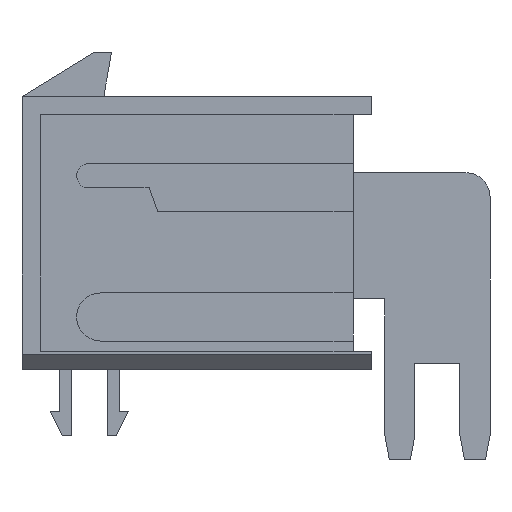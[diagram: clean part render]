
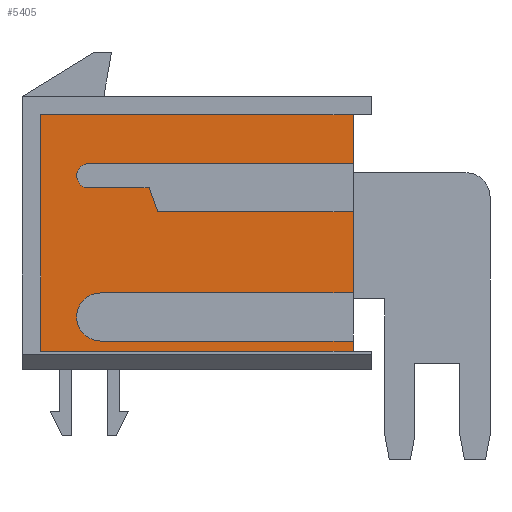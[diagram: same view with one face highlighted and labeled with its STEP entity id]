
A CAD part, left-side view. The second image highlights one B-rep face of the part: STEP entity #5405.
In plain terms, the highlighted planar face has unit normal (-1, 0, 0).
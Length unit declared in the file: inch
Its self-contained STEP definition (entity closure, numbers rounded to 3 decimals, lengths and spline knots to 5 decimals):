
#197=DIRECTION('',(0.,1.,0.));
#198=VECTOR('',#197,0.52);
#199=CARTESIAN_POINT('',(0.03,0.03,0.197));
#200=LINE('',#199,#198);
#353=DIRECTION('',(0.,0.,1.));
#354=VECTOR('',#353,0.135);
#355=CARTESIAN_POINT('',(0.03,0.03,-0.1));
#356=LINE('',#355,#354);
#369=DIRECTION('',(0.,0.,1.));
#370=VECTOR('',#369,0.082);
#371=CARTESIAN_POINT('',(0.03,0.03,0.115));
#372=LINE('',#371,#370);
#641=DIRECTION('',(0.,0.,1.));
#642=VECTOR('',#641,0.017);
#643=CARTESIAN_POINT('',(0.03,0.03,-0.197));
#644=LINE('',#643,#642);
#751=CARTESIAN_POINT('',(0.03,0.47,0.095));
#752=DIRECTION('',(-1.,0.,0.));
#753=DIRECTION('',(0.,0.,1.));
#754=AXIS2_PLACEMENT_3D('',#751,#752,#753);
#756=DIRECTION('',(0.,-1.,0.));
#757=VECTOR('',#756,0.10044);
#758=CARTESIAN_POINT('',(0.03,0.47,0.075));
#759=LINE('',#758,#757);
#760=DIRECTION('',(0.,-0.342,-0.94));
#761=VECTOR('',#760,0.04257);
#762=CARTESIAN_POINT('',(0.03,0.36956,0.075));
#763=LINE('',#762,#761);
#764=DIRECTION('',(0.,1.,0.));
#765=VECTOR('',#764,0.325);
#766=CARTESIAN_POINT('',(0.03,0.03,0.035));
#767=LINE('',#766,#765);
#768=DIRECTION('',(0.,1.,0.));
#769=VECTOR('',#768,0.42);
#770=CARTESIAN_POINT('',(0.03,0.03,-0.1));
#771=LINE('',#770,#769);
#772=CARTESIAN_POINT('',(0.03,0.45,-0.14));
#773=DIRECTION('',(-1.,0.,0.));
#774=DIRECTION('',(0.,0.,1.));
#775=AXIS2_PLACEMENT_3D('',#772,#773,#774);
#777=DIRECTION('',(0.,1.,0.));
#778=VECTOR('',#777,0.42);
#779=CARTESIAN_POINT('',(0.03,0.03,-0.18));
#780=LINE('',#779,#778);
#781=DIRECTION('',(0.,1.,0.));
#782=VECTOR('',#781,0.52);
#783=CARTESIAN_POINT('',(0.03,0.03,-0.197));
#784=LINE('',#783,#782);
#785=DIRECTION('',(0.,1.,0.));
#786=VECTOR('',#785,0.44);
#787=CARTESIAN_POINT('',(0.03,0.03,0.115));
#788=LINE('',#787,#786);
#1001=DIRECTION('',(0.,0.,1.));
#1002=VECTOR('',#1001,0.394);
#1003=CARTESIAN_POINT('',(0.03,0.55,-0.197));
#1004=LINE('',#1003,#1002);
#3473=CARTESIAN_POINT('',(0.03,0.55,-0.197));
#3474=CARTESIAN_POINT('',(0.03,0.55,0.197));
#3475=VERTEX_POINT('',#3473);
#3476=VERTEX_POINT('',#3474);
#3497=CARTESIAN_POINT('',(0.03,0.03,-0.197));
#3498=VERTEX_POINT('',#3497);
#3499=CARTESIAN_POINT('',(0.03,0.03,0.197));
#3500=VERTEX_POINT('',#3499);
#4145=CARTESIAN_POINT('',(0.03,0.03,0.035));
#4146=VERTEX_POINT('',#4145);
#4147=CARTESIAN_POINT('',(0.03,0.03,0.115));
#4148=VERTEX_POINT('',#4147);
#4149=CARTESIAN_POINT('',(0.03,0.03,-0.18));
#4150=VERTEX_POINT('',#4149);
#4151=CARTESIAN_POINT('',(0.03,0.03,-0.1));
#4152=VERTEX_POINT('',#4151);
#4153=CARTESIAN_POINT('',(0.03,0.47,0.115));
#4154=CARTESIAN_POINT('',(0.03,0.47,0.075));
#4155=VERTEX_POINT('',#4153);
#4156=VERTEX_POINT('',#4154);
#4157=CARTESIAN_POINT('',(0.03,0.36956,0.075));
#4158=VERTEX_POINT('',#4157);
#4159=CARTESIAN_POINT('',(0.03,0.355,0.035));
#4160=VERTEX_POINT('',#4159);
#4161=CARTESIAN_POINT('',(0.03,0.45,-0.1));
#4162=CARTESIAN_POINT('',(0.03,0.45,-0.18));
#4163=VERTEX_POINT('',#4161);
#4164=VERTEX_POINT('',#4162);
#5375=CARTESIAN_POINT('',(0.03,0.,-0.197));
#5376=DIRECTION('',(1.,0.,0.));
#5377=DIRECTION('',(0.,0.,1.));
#5378=AXIS2_PLACEMENT_3D('',#5375,#5376,#5377);
#5379=PLANE('',#5378);
#5381=ORIENTED_EDGE('',*,*,#5380,.T.);
#5383=ORIENTED_EDGE('',*,*,#5382,.T.);
#5385=ORIENTED_EDGE('',*,*,#5384,.T.);
#5387=ORIENTED_EDGE('',*,*,#5386,.F.);
#5388=ORIENTED_EDGE('',*,*,#5146,.F.);
#5390=ORIENTED_EDGE('',*,*,#5389,.T.);
#5392=ORIENTED_EDGE('',*,*,#5391,.T.);
#5393=ORIENTED_EDGE('',*,*,#5367,.F.);
#5394=ORIENTED_EDGE('',*,*,#5280,.F.);
#5396=ORIENTED_EDGE('',*,*,#5395,.T.);
#5398=ORIENTED_EDGE('',*,*,#5397,.T.);
#5399=ORIENTED_EDGE('',*,*,#4921,.F.);
#5400=ORIENTED_EDGE('',*,*,#5154,.F.);
#5402=ORIENTED_EDGE('',*,*,#5401,.T.);
#5403=EDGE_LOOP('',(#5381,#5383,#5385,#5387,#5388,#5390,#5392,#5393,#5394,#5396,
#5398,#5399,#5400,#5402));
#5404=FACE_OUTER_BOUND('',#5403,.F.);
#5405=ADVANCED_FACE('',(#5404),#5379,.F.);
#755=CIRCLE('',#754,0.02);
#776=CIRCLE('',#775,0.04);
#4921=EDGE_CURVE('',#3500,#3476,#200,.T.);
#5146=EDGE_CURVE('',#4152,#4146,#356,.T.);
#5154=EDGE_CURVE('',#4148,#3500,#372,.T.);
#5280=EDGE_CURVE('',#3498,#4150,#644,.T.);
#5367=EDGE_CURVE('',#4150,#4164,#780,.T.);
#5380=EDGE_CURVE('',#4155,#4156,#755,.T.);
#5382=EDGE_CURVE('',#4156,#4158,#759,.T.);
#5384=EDGE_CURVE('',#4158,#4160,#763,.T.);
#5386=EDGE_CURVE('',#4146,#4160,#767,.T.);
#5389=EDGE_CURVE('',#4152,#4163,#771,.T.);
#5391=EDGE_CURVE('',#4163,#4164,#776,.T.);
#5395=EDGE_CURVE('',#3498,#3475,#784,.T.);
#5397=EDGE_CURVE('',#3475,#3476,#1004,.T.);
#5401=EDGE_CURVE('',#4148,#4155,#788,.T.);
